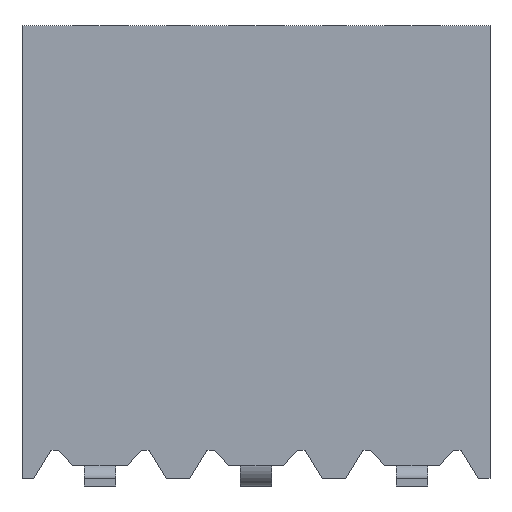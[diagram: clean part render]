
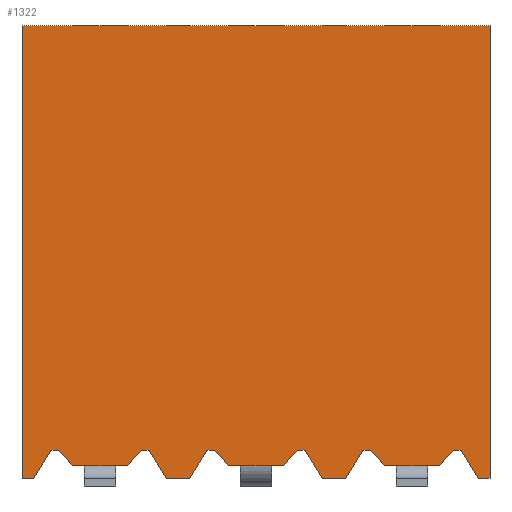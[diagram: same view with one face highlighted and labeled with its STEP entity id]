
A CAD part, front view. The second image highlights one B-rep face of the part: STEP entity #1322.
In plain terms, the highlighted planar face has unit normal (0, -1, 0).
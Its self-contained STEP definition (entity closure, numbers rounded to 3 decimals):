
#471 = VERTEX_POINT('',#472);
#472 = CARTESIAN_POINT('',(3.34,-10.231,0.584));
#478 = EDGE_CURVE('',#471,#479,#481,.T.);
#479 = VERTEX_POINT('',#480);
#480 = CARTESIAN_POINT('',(3.213,-10.231,0.584));
#481 = LINE('',#482,#483);
#482 = CARTESIAN_POINT('',(-3.81,-10.231,0.584));
#483 = VECTOR('',#484,1.);
#484 = DIRECTION('',(-1.,0.,0.));
#503 = VERTEX_POINT('',#504);
#504 = CARTESIAN_POINT('',(1.867,-10.231,0.584));
#510 = EDGE_CURVE('',#503,#511,#513,.T.);
#511 = VERTEX_POINT('',#512);
#512 = CARTESIAN_POINT('',(1.74,-10.231,0.584));
#513 = LINE('',#514,#515);
#514 = CARTESIAN_POINT('',(-3.81,-10.231,0.584));
#515 = VECTOR('',#516,1.);
#516 = DIRECTION('',(-1.,0.,0.));
#535 = VERTEX_POINT('',#536);
#536 = CARTESIAN_POINT('',(0.8,-10.231,0.584));
#542 = EDGE_CURVE('',#535,#543,#545,.T.);
#543 = VERTEX_POINT('',#544);
#544 = CARTESIAN_POINT('',(0.673,-10.231,0.584));
#545 = LINE('',#546,#547);
#546 = CARTESIAN_POINT('',(-3.81,-10.231,0.584));
#547 = VECTOR('',#548,1.);
#548 = DIRECTION('',(-1.,0.,0.));
#567 = VERTEX_POINT('',#568);
#568 = CARTESIAN_POINT('',(-0.673,-10.231,0.584));
#574 = EDGE_CURVE('',#567,#575,#577,.T.);
#575 = VERTEX_POINT('',#576);
#576 = CARTESIAN_POINT('',(-0.8,-10.231,0.584));
#577 = LINE('',#578,#579);
#578 = CARTESIAN_POINT('',(-3.81,-10.231,0.584));
#579 = VECTOR('',#580,1.);
#580 = DIRECTION('',(-1.,0.,0.));
#599 = VERTEX_POINT('',#600);
#600 = CARTESIAN_POINT('',(-1.74,-10.231,0.584));
#606 = EDGE_CURVE('',#599,#607,#609,.T.);
#607 = VERTEX_POINT('',#608);
#608 = CARTESIAN_POINT('',(-1.867,-10.231,0.584));
#609 = LINE('',#610,#611);
#610 = CARTESIAN_POINT('',(-3.81,-10.231,0.584));
#611 = VECTOR('',#612,1.);
#612 = DIRECTION('',(-1.,0.,0.));
#631 = VERTEX_POINT('',#632);
#632 = CARTESIAN_POINT('',(-3.213,-10.231,0.584));
#638 = EDGE_CURVE('',#631,#639,#641,.T.);
#639 = VERTEX_POINT('',#640);
#640 = CARTESIAN_POINT('',(-3.34,-10.231,0.584));
#641 = LINE('',#642,#643);
#642 = CARTESIAN_POINT('',(-3.81,-10.231,0.584));
#643 = VECTOR('',#644,1.);
#644 = DIRECTION('',(-1.,0.,0.));
#1199 = VERTEX_POINT('',#1200);
#1200 = CARTESIAN_POINT('',(-3.81,-10.231,0.127));
#1206 = EDGE_CURVE('',#1207,#1199,#1209,.T.);
#1207 = VERTEX_POINT('',#1208);
#1208 = CARTESIAN_POINT('',(-3.81,-10.231,7.493));
#1209 = LINE('',#1210,#1211);
#1210 = CARTESIAN_POINT('',(-3.81,-10.231,7.493));
#1211 = VECTOR('',#1212,1.);
#1212 = DIRECTION('',(-0.,0.,-1.));
#1302 = EDGE_CURVE('',#639,#1303,#1305,.T.);
#1303 = VERTEX_POINT('',#1304);
#1304 = CARTESIAN_POINT('',(-3.62,-10.231,0.127));
#1305 = LINE('',#1306,#1307);
#1306 = CARTESIAN_POINT('',(-0.394,-10.231,5.405));
#1307 = VECTOR('',#1308,1.);
#1308 = DIRECTION('',(-0.521,0.,-0.853
    ));
#1322 = ADVANCED_FACE('',(#1323),#1479,.F.);
#1323 = FACE_BOUND('',#1324,.T.);
#1324 = EDGE_LOOP('',(#1325,#1333,#1341,#1349,#1355,#1356,#1362,#1363,
    #1364,#1372,#1380,#1386,#1387,#1395,#1403,#1409,#1410,#1418,#1426,
    #1432,#1433,#1441,#1449,#1455,#1456,#1464,#1472,#1478));
#1325 = ORIENTED_EDGE('',*,*,#1326,.F.);
#1326 = EDGE_CURVE('',#1327,#471,#1329,.T.);
#1327 = VERTEX_POINT('',#1328);
#1328 = CARTESIAN_POINT('',(3.62,-10.231,0.127));
#1329 = LINE('',#1330,#1331);
#1330 = CARTESIAN_POINT('',(-1.678,-10.231,8.796));
#1331 = VECTOR('',#1332,1.);
#1332 = DIRECTION('',(-0.521,0.,0.853)
  );
#1333 = ORIENTED_EDGE('',*,*,#1334,.T.);
#1334 = EDGE_CURVE('',#1327,#1335,#1337,.T.);
#1335 = VERTEX_POINT('',#1336);
#1336 = CARTESIAN_POINT('',(3.81,-10.231,0.127));
#1337 = LINE('',#1338,#1339);
#1338 = CARTESIAN_POINT('',(-3.81,-10.231,0.127));
#1339 = VECTOR('',#1340,1.);
#1340 = DIRECTION('',(1.,0.,0.));
#1341 = ORIENTED_EDGE('',*,*,#1342,.F.);
#1342 = EDGE_CURVE('',#1343,#1335,#1345,.T.);
#1343 = VERTEX_POINT('',#1344);
#1344 = CARTESIAN_POINT('',(3.81,-10.231,7.493));
#1345 = LINE('',#1346,#1347);
#1346 = CARTESIAN_POINT('',(3.81,-10.231,7.493));
#1347 = VECTOR('',#1348,1.);
#1348 = DIRECTION('',(-0.,0.,-1.));
#1349 = ORIENTED_EDGE('',*,*,#1350,.F.);
#1350 = EDGE_CURVE('',#1207,#1343,#1351,.T.);
#1351 = LINE('',#1352,#1353);
#1352 = CARTESIAN_POINT('',(-3.81,-10.231,7.493));
#1353 = VECTOR('',#1354,1.);
#1354 = DIRECTION('',(1.,0.,0.));
#1355 = ORIENTED_EDGE('',*,*,#1206,.T.);
#1356 = ORIENTED_EDGE('',*,*,#1357,.T.);
#1357 = EDGE_CURVE('',#1199,#1303,#1358,.T.);
#1358 = LINE('',#1359,#1360);
#1359 = CARTESIAN_POINT('',(-3.81,-10.231,0.127));
#1360 = VECTOR('',#1361,1.);
#1361 = DIRECTION('',(1.,0.,0.));
#1362 = ORIENTED_EDGE('',*,*,#1302,.F.);
#1363 = ORIENTED_EDGE('',*,*,#638,.F.);
#1364 = ORIENTED_EDGE('',*,*,#1365,.F.);
#1365 = EDGE_CURVE('',#1366,#631,#1368,.T.);
#1366 = VERTEX_POINT('',#1367);
#1367 = CARTESIAN_POINT('',(-2.985,-10.231,0.33));
#1368 = LINE('',#1369,#1370);
#1369 = CARTESIAN_POINT('',(-6.916,-10.231,4.698));
#1370 = VECTOR('',#1371,1.);
#1371 = DIRECTION('',(-0.669,0.,0.743)
  );
#1372 = ORIENTED_EDGE('',*,*,#1373,.F.);
#1373 = EDGE_CURVE('',#1374,#1366,#1376,.T.);
#1374 = VERTEX_POINT('',#1375);
#1375 = CARTESIAN_POINT('',(-2.096,-10.231,0.33));
#1376 = LINE('',#1377,#1378);
#1377 = CARTESIAN_POINT('',(-3.81,-10.231,0.33));
#1378 = VECTOR('',#1379,1.);
#1379 = DIRECTION('',(-1.,0.,0.));
#1380 = ORIENTED_EDGE('',*,*,#1381,.F.);
#1381 = EDGE_CURVE('',#607,#1374,#1382,.T.);
#1382 = LINE('',#1383,#1384);
#1383 = CARTESIAN_POINT('',(0.699,-10.231,3.435));
#1384 = VECTOR('',#1385,1.);
#1385 = DIRECTION('',(-0.669,0.,
    -0.743));
#1386 = ORIENTED_EDGE('',*,*,#606,.F.);
#1387 = ORIENTED_EDGE('',*,*,#1388,.F.);
#1388 = EDGE_CURVE('',#1389,#599,#1391,.T.);
#1389 = VERTEX_POINT('',#1390);
#1390 = CARTESIAN_POINT('',(-1.461,-10.231,0.127));
#1391 = LINE('',#1392,#1393);
#1392 = CARTESIAN_POINT('',(-5.377,-10.231,6.536));
#1393 = VECTOR('',#1394,1.);
#1394 = DIRECTION('',(-0.521,0.,0.853)
  );
#1395 = ORIENTED_EDGE('',*,*,#1396,.T.);
#1396 = EDGE_CURVE('',#1389,#1397,#1399,.T.);
#1397 = VERTEX_POINT('',#1398);
#1398 = CARTESIAN_POINT('',(-1.08,-10.231,0.127));
#1399 = LINE('',#1400,#1401);
#1400 = CARTESIAN_POINT('',(-3.81,-10.231,0.127));
#1401 = VECTOR('',#1402,1.);
#1402 = DIRECTION('',(1.,0.,0.));
#1403 = ORIENTED_EDGE('',*,*,#1404,.F.);
#1404 = EDGE_CURVE('',#575,#1397,#1405,.T.);
#1405 = LINE('',#1406,#1407);
#1406 = CARTESIAN_POINT('',(1.456,-10.231,4.275));
#1407 = VECTOR('',#1408,1.);
#1408 = DIRECTION('',(-0.521,0.,-0.853
    ));
#1409 = ORIENTED_EDGE('',*,*,#574,.F.);
#1410 = ORIENTED_EDGE('',*,*,#1411,.F.);
#1411 = EDGE_CURVE('',#1412,#567,#1414,.T.);
#1412 = VERTEX_POINT('',#1413);
#1413 = CARTESIAN_POINT('',(-0.445,-10.231,0.33));
#1414 = LINE('',#1415,#1416);
#1415 = CARTESIAN_POINT('',(-5.512,-10.231,5.961));
#1416 = VECTOR('',#1417,1.);
#1417 = DIRECTION('',(-0.669,0.,0.743)
  );
#1418 = ORIENTED_EDGE('',*,*,#1419,.F.);
#1419 = EDGE_CURVE('',#1420,#1412,#1422,.T.);
#1420 = VERTEX_POINT('',#1421);
#1421 = CARTESIAN_POINT('',(0.445,-10.231,0.33));
#1422 = LINE('',#1423,#1424);
#1423 = CARTESIAN_POINT('',(-3.81,-10.231,0.33));
#1424 = VECTOR('',#1425,1.);
#1425 = DIRECTION('',(-1.,0.,0.));
#1426 = ORIENTED_EDGE('',*,*,#1427,.F.);
#1427 = EDGE_CURVE('',#543,#1420,#1428,.T.);
#1428 = LINE('',#1429,#1430);
#1429 = CARTESIAN_POINT('',(2.102,-10.231,2.172));
#1430 = VECTOR('',#1431,1.);
#1431 = DIRECTION('',(-0.669,0.,
    -0.743));
#1432 = ORIENTED_EDGE('',*,*,#542,.F.);
#1433 = ORIENTED_EDGE('',*,*,#1434,.F.);
#1434 = EDGE_CURVE('',#1435,#535,#1437,.T.);
#1435 = VERTEX_POINT('',#1436);
#1436 = CARTESIAN_POINT('',(1.08,-10.231,0.127));
#1437 = LINE('',#1438,#1439);
#1438 = CARTESIAN_POINT('',(-3.527,-10.231,7.666));
#1439 = VECTOR('',#1440,1.);
#1440 = DIRECTION('',(-0.521,0.,0.853)
  );
#1441 = ORIENTED_EDGE('',*,*,#1442,.T.);
#1442 = EDGE_CURVE('',#1435,#1443,#1445,.T.);
#1443 = VERTEX_POINT('',#1444);
#1444 = CARTESIAN_POINT('',(1.461,-10.231,0.127));
#1445 = LINE('',#1446,#1447);
#1446 = CARTESIAN_POINT('',(-3.81,-10.231,0.127));
#1447 = VECTOR('',#1448,1.);
#1448 = DIRECTION('',(1.,0.,0.));
#1449 = ORIENTED_EDGE('',*,*,#1450,.F.);
#1450 = EDGE_CURVE('',#511,#1443,#1451,.T.);
#1451 = LINE('',#1452,#1453);
#1452 = CARTESIAN_POINT('',(3.305,-10.231,3.145));
#1453 = VECTOR('',#1454,1.);
#1454 = DIRECTION('',(-0.521,0.,-0.853
    ));
#1455 = ORIENTED_EDGE('',*,*,#510,.F.);
#1456 = ORIENTED_EDGE('',*,*,#1457,.F.);
#1457 = EDGE_CURVE('',#1458,#503,#1460,.T.);
#1458 = VERTEX_POINT('',#1459);
#1459 = CARTESIAN_POINT('',(2.096,-10.231,0.33));
#1460 = LINE('',#1461,#1462);
#1461 = CARTESIAN_POINT('',(-4.109,-10.231,7.224));
#1462 = VECTOR('',#1463,1.);
#1463 = DIRECTION('',(-0.669,0.,0.743)
  );
#1464 = ORIENTED_EDGE('',*,*,#1465,.F.);
#1465 = EDGE_CURVE('',#1466,#1458,#1468,.T.);
#1466 = VERTEX_POINT('',#1467);
#1467 = CARTESIAN_POINT('',(2.985,-10.231,0.33));
#1468 = LINE('',#1469,#1470);
#1469 = CARTESIAN_POINT('',(-3.81,-10.231,0.33));
#1470 = VECTOR('',#1471,1.);
#1471 = DIRECTION('',(-1.,0.,0.));
#1472 = ORIENTED_EDGE('',*,*,#1473,.F.);
#1473 = EDGE_CURVE('',#479,#1466,#1474,.T.);
#1474 = LINE('',#1475,#1476);
#1475 = CARTESIAN_POINT('',(3.505,-10.231,0.909));
#1476 = VECTOR('',#1477,1.);
#1477 = DIRECTION('',(-0.669,0.,
    -0.743));
#1478 = ORIENTED_EDGE('',*,*,#478,.F.);
#1479 = PLANE('',#1480);
#1480 = AXIS2_PLACEMENT_3D('',#1481,#1482,#1483);
#1481 = CARTESIAN_POINT('',(-3.81,-10.231,7.493));
#1482 = DIRECTION('',(0.,1.,0.));
#1483 = DIRECTION('',(-1.,0.,0.));
